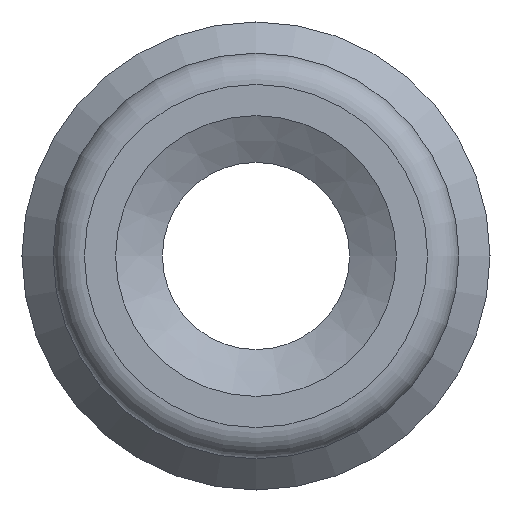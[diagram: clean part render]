
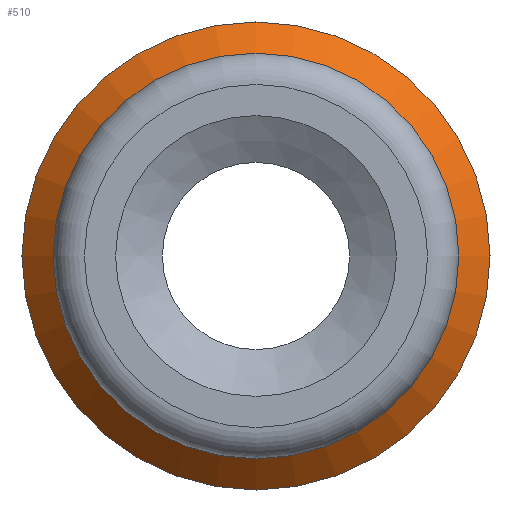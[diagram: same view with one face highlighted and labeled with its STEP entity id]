
A CAD part, left-side view. The second image highlights one B-rep face of the part: STEP entity #510.
In plain terms, the highlighted conical face has half-angle 45 degrees and reference radius 7 mm.
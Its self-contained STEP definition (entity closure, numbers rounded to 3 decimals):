
#456=CARTESIAN_POINT('',(4.25,6.5,0.0));
#457=VERTEX_POINT('',#456);
#458=CARTESIAN_POINT('',(4.25,0.0,0.0));
#459=DIRECTION('',(1.0,0.0,0.0));
#460=DIRECTION('',(0.0,1.0,0.0));
#461=AXIS2_PLACEMENT_3D('',#458,#459,#460);
#462=CIRCLE('',#461,6.5);
#463=EDGE_CURVE('',#457,#457,#462,.T.);
#491=CARTESIAN_POINT('',(4.75,0.0,0.0));
#492=DIRECTION('',(1.0,0.0,0.0));
#493=DIRECTION('',(0.0,1.0,0.0));
#494=AXIS2_PLACEMENT_3D('',#491,#492,#493);
#495=CONICAL_SURFACE('',#494,7.0,45.);
#496=CARTESIAN_POINT('',(5.25,7.5,0.0));
#497=VERTEX_POINT('',#496);
#498=CARTESIAN_POINT('',(5.25,0.0,0.0));
#499=DIRECTION('',(1.0,0.0,0.0));
#500=DIRECTION('',(0.0,1.0,0.0));
#501=AXIS2_PLACEMENT_3D('',#498,#499,#500);
#502=CIRCLE('',#501,7.5);
#503=EDGE_CURVE('',#497,#497,#502,.T.);
#504=ORIENTED_EDGE('',*,*,#503,.F.);
#505=EDGE_LOOP('',(#504));
#506=FACE_OUTER_BOUND('',#505,.T.);
#507=ORIENTED_EDGE('',*,*,#463,.T.);
#508=EDGE_LOOP('',(#507));
#509=FACE_BOUND('',#508,.T.);
#510=ADVANCED_FACE('',(#506,#509),#495,.T.);
